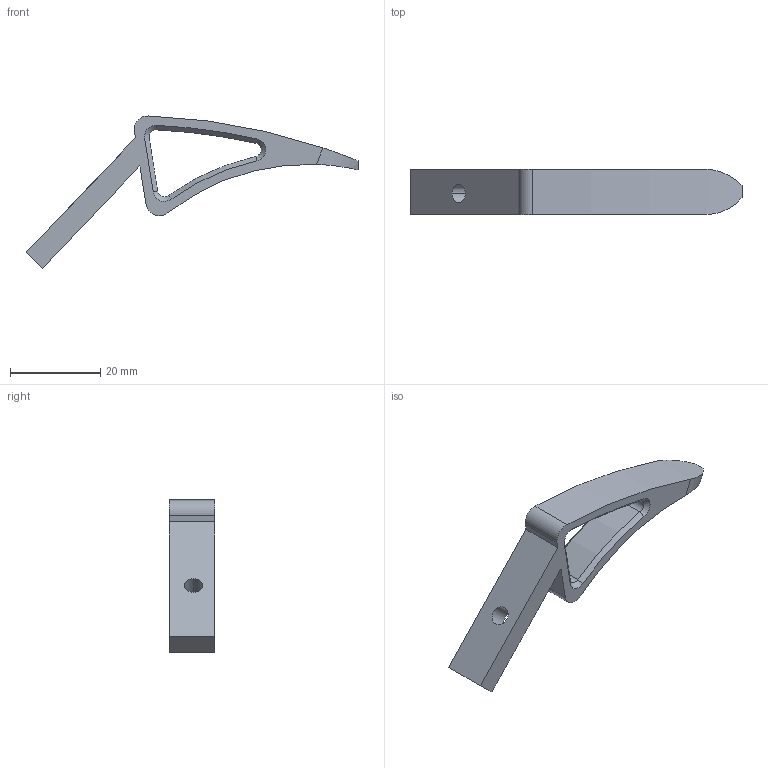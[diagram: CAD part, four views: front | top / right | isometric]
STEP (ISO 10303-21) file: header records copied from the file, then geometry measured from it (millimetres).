
FILE_DESCRIPTION(('CATIA V5 STEP Exchange','CAx-IF Rec.Pracs.--- Model Styling and Organization---1.4--- 2014-01-23','CAx-IF Rec.Pracs.--- Geometric and Assembly Validation Properties ---4.2---2014-10-09','CAx-IF Rec.Pracs.---3D Tessellated Data Validation Properties---0.5---2014-09-14'),'2;1');
FILE_NAME('PIC.stp','2023-05-17T09:04:09+00:00',('none'),('none'),'CATIA Version 5-6 Release 2017 SP2','CATIA V5 STEP AP242','none');
FILE_SCHEMA(('AP242_MANAGED_MODEL_BASED_3D_ENGINEERING_MIM_LF {1 0 10303 442 1 1 4}'));
Length unit declared in the file: millimetre
Products named in the file (1): PIC
Bounding box: 73.39 x 10 x 33.62 mm (x, y, z)
Volume: 4668.8 mm3; surface area: 3402.7 mm2
Topology: 1 solids, 1 shells, 34 faces, 84 edges, 52 vertices
Faces by surface type: cylinder 13, plane 11, cone 10
Entity records: 1027 total; most frequent: CARTESIAN_POINT 201, ORIENTED_EDGE 168, DIRECTION 142, EDGE_CURVE 84, AXIS2_PLACEMENT_3D 65, VERTEX_POINT 52, VECTOR 46, LINE 46
